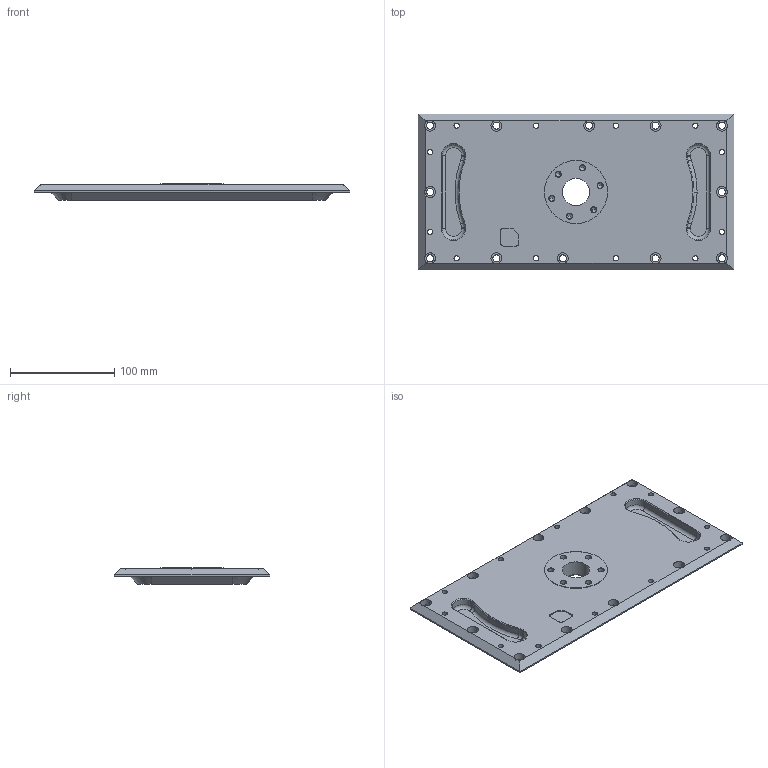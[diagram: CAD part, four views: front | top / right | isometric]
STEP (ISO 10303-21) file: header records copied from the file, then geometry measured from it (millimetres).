
FILE_DESCRIPTION (( 'STEP AP214' ), '1' );
FILE_NAME ('P108197.STEP', '2018-04-25T15:01:23', ( 'Rick' ), ( 'Microsoft' ), 'SwSTEP 2.0', 'SolidWorks 2017', '' );
FILE_SCHEMA (( 'AUTOMOTIVE_DESIGN' ));
Length unit declared in the file: inch
Products named in the file (1): P108197
Bounding box: 301.75 x 149.35 x 15.75 mm (x, y, z)
Volume: 491665.3 mm3; surface area: 108982.3 mm2
Topology: 1 solids, 1 shells, 336 faces, 862 edges, 507 vertices
Faces by surface type: cylinder 178, cone 81, plane 66, torus 11
Entity records: 13302 total; most frequent: DIRECTION 1850, CARTESIAN_POINT 1708, ORIENTED_EDGE 1596, EDGE_CURVE 798, AXIS2_PLACEMENT_3D 737, VERTEX_POINT 507, EDGE_LOOP 429, CIRCLE 400
